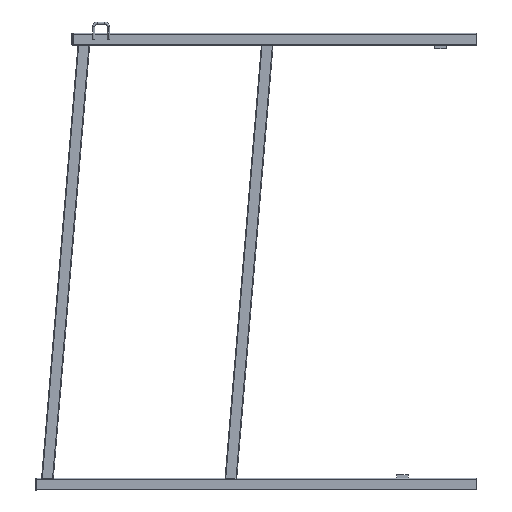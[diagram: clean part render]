
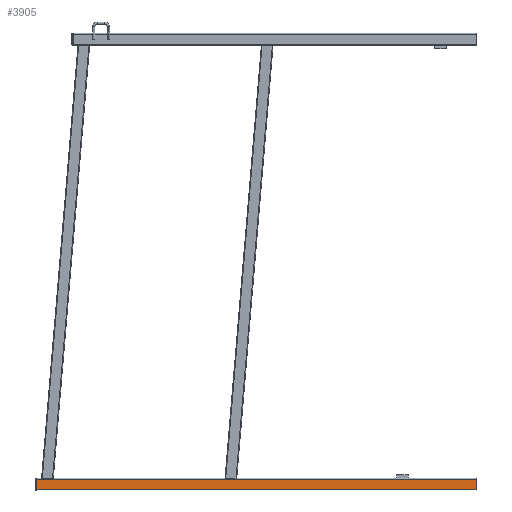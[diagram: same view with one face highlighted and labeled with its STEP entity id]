
A CAD part, left-side view. The second image highlights one B-rep face of the part: STEP entity #3905.
In plain terms, the highlighted planar face has unit normal (-1, 0, 0).
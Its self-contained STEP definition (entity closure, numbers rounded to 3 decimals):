
#180 = ORIENTED_EDGE ( 'NONE', *, *, #2419, .T. ) ;
#187 = LINE ( 'NONE', #794, #3411 ) ;
#369 = VERTEX_POINT ( 'NONE', #984 ) ;
#424 = LINE ( 'NONE', #810, #2095 ) ;
#450 = AXIS2_PLACEMENT_3D ( 'NONE', #1487, #3976, #1824 ) ;
#482 = VERTEX_POINT ( 'NONE', #1446 ) ;
#689 = VERTEX_POINT ( 'NONE', #1595 ) ;
#794 = CARTESIAN_POINT ( 'NONE',  ( -12.7, 480., 11.2 ) ) ;
#810 = CARTESIAN_POINT ( 'NONE',  ( -12.7, -480., 11.2 ) ) ;
#927 = DIRECTION ( 'NONE',  ( 0., -1., 0. ) ) ;
#984 = CARTESIAN_POINT ( 'NONE',  ( -12.7, 480., 11.2 ) ) ;
#1025 = CARTESIAN_POINT ( 'NONE',  ( -12.7, 480., -11.2 ) ) ;
#1047 = FACE_OUTER_BOUND ( 'NONE', #2760, .T. ) ;
#1144 = DIRECTION ( 'NONE',  ( 0., 0., 1. ) ) ;
#1168 = VERTEX_POINT ( 'NONE', #2932 ) ;
#1212 = CARTESIAN_POINT ( 'NONE',  ( -12.7, 480., 11.2 ) ) ;
#1417 = LINE ( 'NONE', #1025, #2477 ) ;
#1446 = CARTESIAN_POINT ( 'NONE',  ( -12.7, -480., -11.2 ) ) ;
#1487 = CARTESIAN_POINT ( 'NONE',  ( -12.7, 480., 11.2 ) ) ;
#1595 = CARTESIAN_POINT ( 'NONE',  ( -12.7, -480., 11.2 ) ) ;
#1824 = DIRECTION ( 'NONE',  ( 0., 0., -1. ) ) ;
#2087 = PLANE ( 'NONE',  #450 ) ;
#2095 = VECTOR ( 'NONE', #1144, 1000. ) ;
#2143 = EDGE_CURVE ( 'NONE', #369, #689, #2586, .T. ) ;
#2306 = DIRECTION ( 'NONE',  ( 0., -1., 0. ) ) ;
#2353 = ORIENTED_EDGE ( 'NONE', *, *, #2143, .F. ) ;
#2419 = EDGE_CURVE ( 'NONE', #1168, #482, #1417, .T. ) ;
#2477 = VECTOR ( 'NONE', #2306, 1000. ) ;
#2579 = ORIENTED_EDGE ( 'NONE', *, *, #2641, .F. ) ;
#2586 = LINE ( 'NONE', #1212, #3171 ) ;
#2641 = EDGE_CURVE ( 'NONE', #1168, #369, #187, .T. ) ;
#2760 = EDGE_LOOP ( 'NONE', ( #3553, #2353, #2579, #180 ) ) ;
#2932 = CARTESIAN_POINT ( 'NONE',  ( -12.7, 480., -11.2 ) ) ;
#3057 = EDGE_CURVE ( 'NONE', #482, #689, #424, .T. ) ;
#3171 = VECTOR ( 'NONE', #927, 1000. ) ;
#3308 = DIRECTION ( 'NONE',  ( 0., 0., 1. ) ) ;
#3411 = VECTOR ( 'NONE', #3308, 1000. ) ;
#3553 = ORIENTED_EDGE ( 'NONE', *, *, #3057, .T. ) ;
#3905 = ADVANCED_FACE ( 'NONE', ( #1047 ), #2087, .F. ) ;
#3976 = DIRECTION ( 'NONE',  ( 1., 0., 0. ) ) ;
